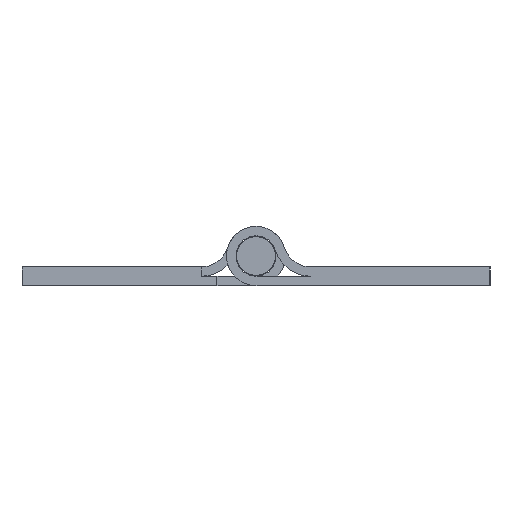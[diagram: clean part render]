
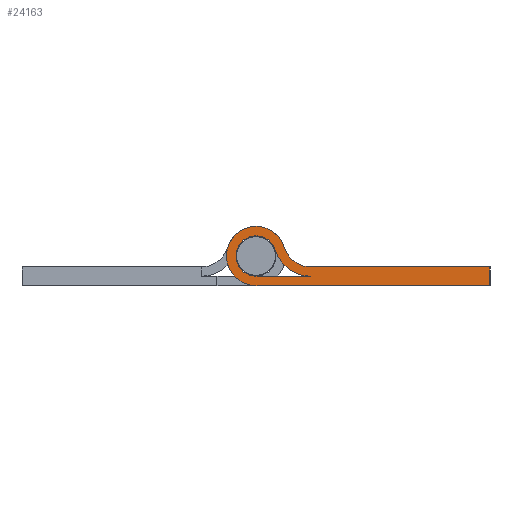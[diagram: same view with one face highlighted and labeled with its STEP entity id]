
A CAD part, left-side view. The second image highlights one B-rep face of the part: STEP entity #24163.
In plain terms, the highlighted planar face has unit normal (-1, 0, 0).
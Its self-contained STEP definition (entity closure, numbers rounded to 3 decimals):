
#315 = VERTEX_POINT ( 'NONE', #18522 ) ;
#455 = DIRECTION ( 'NONE',  ( 0., 1., 0. ) ) ;
#1221 = LINE ( 'NONE', #11075, #17182 ) ;
#1347 = CARTESIAN_POINT ( 'NONE',  ( -600., 0., 3.2 ) ) ;
#1474 = CARTESIAN_POINT ( 'NONE',  ( -600., 0., 1.9 ) ) ;
#1749 = AXIS2_PLACEMENT_3D ( 'NONE', #10654, #5802, #30211 ) ;
#1836 = FACE_BOUND ( 'NONE', #24449, .T. ) ;
#2142 = FACE_OUTER_BOUND ( 'NONE', #20672, .T. ) ;
#2221 = VECTOR ( 'NONE', #22627, 1000. ) ;
#2921 = EDGE_CURVE ( 'NONE', #24965, #11563, #27412, .T. ) ;
#3301 = ORIENTED_EDGE ( 'NONE', *, *, #8981, .F. ) ;
#5064 = AXIS2_PLACEMENT_3D ( 'NONE', #15521, #13110, #7936 ) ;
#5383 = DIRECTION ( 'NONE',  ( 1., 0., 0. ) ) ;
#5802 = DIRECTION ( 'NONE',  ( 1., 0., 0. ) ) ;
#6996 = PLANE ( 'NONE',  #20324 ) ;
#7936 = DIRECTION ( 'NONE',  ( 0., 0., -1. ) ) ;
#8206 = DIRECTION ( 'NONE',  ( -1., 0., 0. ) ) ;
#8311 = CARTESIAN_POINT ( 'NONE',  ( -600., -3.503, 0.6 ) ) ;
#8752 = ORIENTED_EDGE ( 'NONE', *, *, #10652, .F. ) ;
#8867 = ORIENTED_EDGE ( 'NONE', *, *, #2921, .F. ) ;
#8981 = EDGE_CURVE ( 'NONE', #30324, #31240, #21212, .T. ) ;
#9232 = DIRECTION ( 'NONE',  ( 1., 0., 0. ) ) ;
#10429 = EDGE_CURVE ( 'NONE', #31240, #11140, #1221, .T. ) ;
#10456 = VERTEX_POINT ( 'NONE', #8311 ) ;
#10613 = CARTESIAN_POINT ( 'NONE',  ( -600., 0., 0. ) ) ;
#10652 = EDGE_CURVE ( 'NONE', #11140, #24965, #20222, .T. ) ;
#10654 = CARTESIAN_POINT ( 'NONE',  ( -600., 0., 1.9 ) ) ;
#10729 = DIRECTION ( 'NONE',  ( 0., -1., 0. ) ) ;
#10839 = CARTESIAN_POINT ( 'NONE',  ( -600., -1.819, 2.45 ) ) ;
#10970 = CARTESIAN_POINT ( 'NONE',  ( -600., -3.503, 2.96 ) ) ;
#11051 = CIRCLE ( 'NONE', #1749, 1.9 ) ;
#11075 = CARTESIAN_POINT ( 'NONE',  ( -600., -15., 1.2 ) ) ;
#11140 = VERTEX_POINT ( 'NONE', #29836 ) ;
#11563 = VERTEX_POINT ( 'NONE', #12846 ) ;
#12175 = CARTESIAN_POINT ( 'NONE',  ( -600., 0., 1.9 ) ) ;
#12432 = AXIS2_PLACEMENT_3D ( 'NONE', #27808, #23144, #20741 ) ;
#12846 = CARTESIAN_POINT ( 'NONE',  ( -600., 0., 0. ) ) ;
#13110 = DIRECTION ( 'NONE',  ( 1., 0., 0. ) ) ;
#13380 = EDGE_CURVE ( 'NONE', #11563, #315, #18496, .T. ) ;
#13561 = AXIS2_PLACEMENT_3D ( 'NONE', #10970, #8206, #18086 ) ;
#14505 = VECTOR ( 'NONE', #15166, 1000. ) ;
#15166 = DIRECTION ( 'NONE',  ( 0., 1., 0. ) ) ;
#15259 = DIRECTION ( 'NONE',  ( 0., 0., -1. ) ) ;
#15460 = CARTESIAN_POINT ( 'NONE',  ( -600., -15., 0. ) ) ;
#15474 = CIRCLE ( 'NONE', #27849, 1.3 ) ;
#15521 = CARTESIAN_POINT ( 'NONE',  ( -600., 0., 1.9 ) ) ;
#16360 = DIRECTION ( 'NONE',  ( 1., 0., 0. ) ) ;
#17182 = VECTOR ( 'NONE', #10729, 1000. ) ;
#17809 = ORIENTED_EDGE ( 'NONE', *, *, #13380, .F. ) ;
#18086 = DIRECTION ( 'NONE',  ( 0., 0., 1. ) ) ;
#18207 = ORIENTED_EDGE ( 'NONE', *, *, #31832, .F. ) ;
#18496 = CIRCLE ( 'NONE', #5064, 1.9 ) ;
#18522 = CARTESIAN_POINT ( 'NONE',  ( -600., 0., 3.8 ) ) ;
#19424 = VERTEX_POINT ( 'NONE', #23023 ) ;
#20205 = CARTESIAN_POINT ( 'NONE',  ( -600., 0., 0.6 ) ) ;
#20222 = LINE ( 'NONE', #22492, #2221 ) ;
#20324 = AXIS2_PLACEMENT_3D ( 'NONE', #22189, #9232, #27020 ) ;
#20672 = EDGE_LOOP ( 'NONE', ( #17809, #8867, #8752, #31781, #3301, #18207 ) ) ;
#20741 = DIRECTION ( 'NONE',  ( 0., 0., -1. ) ) ;
#20822 = CARTESIAN_POINT ( 'NONE',  ( -600., -3.503, 1.2 ) ) ;
#21212 = CIRCLE ( 'NONE', #12432, 1.76 ) ;
#21529 = DIRECTION ( 'NONE',  ( 0., 0., -1. ) ) ;
#21592 = VERTEX_POINT ( 'NONE', #1347 ) ;
#21645 = VERTEX_POINT ( 'NONE', #22028 ) ;
#22028 = CARTESIAN_POINT ( 'NONE',  ( -600., 0., 0.6 ) ) ;
#22189 = CARTESIAN_POINT ( 'NONE',  ( -600., 0., 1.9 ) ) ;
#22350 = VECTOR ( 'NONE', #455, 1000. ) ;
#22492 = CARTESIAN_POINT ( 'NONE',  ( -600., -15., 0. ) ) ;
#22613 = LINE ( 'NONE', #20205, #22350 ) ;
#22627 = DIRECTION ( 'NONE',  ( 0., 0., -1. ) ) ;
#23023 = CARTESIAN_POINT ( 'NONE',  ( -600., -1.244, 2.277 ) ) ;
#23144 = DIRECTION ( 'NONE',  ( -1., 0., 0. ) ) ;
#23573 = EDGE_CURVE ( 'NONE', #10456, #21645, #22613, .T. ) ;
#24163 = ADVANCED_FACE ( 'NONE', ( #2142, #1836 ), #6996, .F. ) ;
#24449 = EDGE_LOOP ( 'NONE', ( #27989, #31742, #28987, #27229 ) ) ;
#24965 = VERTEX_POINT ( 'NONE', #15460 ) ;
#25818 = EDGE_CURVE ( 'NONE', #21645, #21592, #29904, .T. ) ;
#26284 = AXIS2_PLACEMENT_3D ( 'NONE', #12175, #5383, #15259 ) ;
#27020 = DIRECTION ( 'NONE',  ( 0., 0., -1. ) ) ;
#27229 = ORIENTED_EDGE ( 'NONE', *, *, #23573, .T. ) ;
#27346 = EDGE_CURVE ( 'NONE', #21592, #19424, #15474, .T. ) ;
#27412 = LINE ( 'NONE', #10613, #14505 ) ;
#27808 = CARTESIAN_POINT ( 'NONE',  ( -600., -3.503, 2.96 ) ) ;
#27849 = AXIS2_PLACEMENT_3D ( 'NONE', #1474, #16360, #21529 ) ;
#27989 = ORIENTED_EDGE ( 'NONE', *, *, #25818, .T. ) ;
#28987 = ORIENTED_EDGE ( 'NONE', *, *, #30731, .T. ) ;
#29836 = CARTESIAN_POINT ( 'NONE',  ( -600., -15., 1.2 ) ) ;
#29904 = CIRCLE ( 'NONE', #26284, 1.3 ) ;
#30211 = DIRECTION ( 'NONE',  ( 0., 0., -1. ) ) ;
#30324 = VERTEX_POINT ( 'NONE', #10839 ) ;
#30574 = CIRCLE ( 'NONE', #13561, 2.36 ) ;
#30731 = EDGE_CURVE ( 'NONE', #19424, #10456, #30574, .T. ) ;
#31240 = VERTEX_POINT ( 'NONE', #20822 ) ;
#31742 = ORIENTED_EDGE ( 'NONE', *, *, #27346, .T. ) ;
#31781 = ORIENTED_EDGE ( 'NONE', *, *, #10429, .F. ) ;
#31832 = EDGE_CURVE ( 'NONE', #315, #30324, #11051, .T. ) ;
